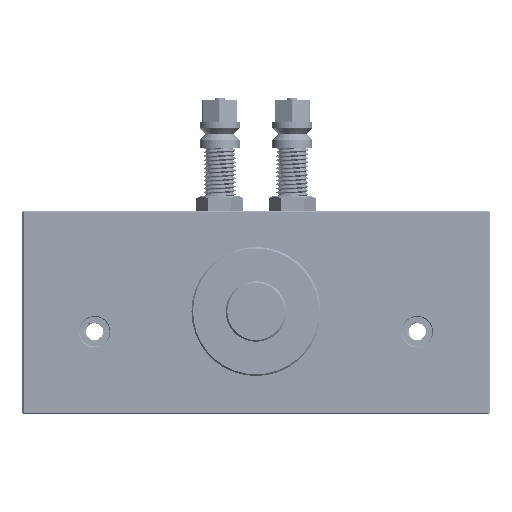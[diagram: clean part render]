
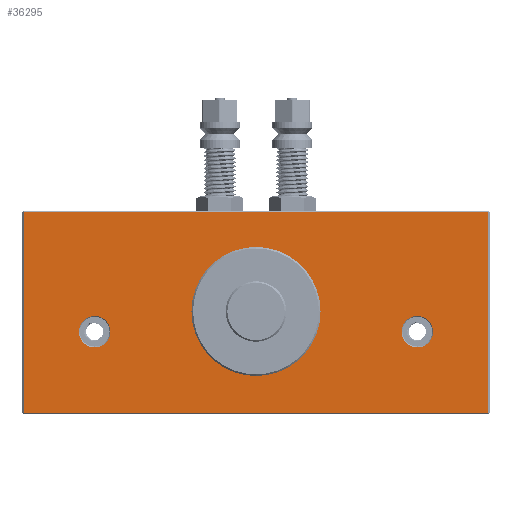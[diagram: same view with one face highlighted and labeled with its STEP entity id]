
A CAD part, front view. The second image highlights one B-rep face of the part: STEP entity #36295.
In plain terms, the highlighted planar face has unit normal (0, -1, 0).
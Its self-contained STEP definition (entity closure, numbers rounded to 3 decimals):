
#146=FACE_BOUND('',#7793,.T.);
#147=FACE_BOUND('',#7794,.T.);
#148=FACE_BOUND('',#7795,.T.);
#235=PLANE('',#38537);
#527=CIRCLE('',#38538,3.9);
#528=CIRCLE('',#38539,5.5);
#529=CIRCLE('',#38540,3.9);
#1356=LINE('',#65243,#2607);
#1366=LINE('',#65263,#2617);
#1374=LINE('',#65277,#2625);
#1376=LINE('',#65280,#2627);
#2607=VECTOR('',#41793,10.);
#2617=VECTOR('',#41811,10.);
#2625=VECTOR('',#41825,10.);
#2627=VECTOR('',#41829,10.);
#5706=FACE_OUTER_BOUND('',#7792,.T.);
#7792=EDGE_LOOP('',(#25966,#25967,#25968,#25969));
#7793=EDGE_LOOP('',(#25970));
#7794=EDGE_LOOP('',(#25971));
#7795=EDGE_LOOP('',(#25972));
#14979=VERTEX_POINT('',#65216);
#14986=VERTEX_POINT('',#65234);
#14991=VERTEX_POINT('',#65256);
#14996=VERTEX_POINT('',#65272);
#15007=VERTEX_POINT('',#65316);
#15008=VERTEX_POINT('',#65318);
#15009=VERTEX_POINT('',#65320);
#19413=EDGE_CURVE('',#14979,#14986,#1356,.T.);
#19423=EDGE_CURVE('',#14991,#14979,#1366,.T.);
#19431=EDGE_CURVE('',#14986,#14996,#1374,.T.);
#19433=EDGE_CURVE('',#14996,#14991,#1376,.T.);
#19452=EDGE_CURVE('',#15007,#15007,#527,.T.);
#19453=EDGE_CURVE('',#15008,#15008,#528,.T.);
#19454=EDGE_CURVE('',#15009,#15009,#529,.T.);
#25966=ORIENTED_EDGE('',*,*,#19413,.F.);
#25967=ORIENTED_EDGE('',*,*,#19423,.F.);
#25968=ORIENTED_EDGE('',*,*,#19433,.F.);
#25969=ORIENTED_EDGE('',*,*,#19431,.F.);
#25970=ORIENTED_EDGE('',*,*,#19452,.F.);
#25971=ORIENTED_EDGE('',*,*,#19453,.T.);
#25972=ORIENTED_EDGE('',*,*,#19454,.F.);
#36295=ADVANCED_FACE('',(#5706,#146,#147,#148),#235,.T.);
#38537=AXIS2_PLACEMENT_3D('',#65315,#41870,#41871);
#38538=AXIS2_PLACEMENT_3D('',#65317,#41872,#41873);
#38539=AXIS2_PLACEMENT_3D('',#65319,#41874,#41875);
#38540=AXIS2_PLACEMENT_3D('',#65321,#41876,#41877);
#41793=DIRECTION('',(-1.,0.,0.));
#41811=DIRECTION('',(0.,0.,-1.));
#41825=DIRECTION('',(0.,0.,1.));
#41829=DIRECTION('',(1.,0.,0.));
#41870=DIRECTION('center_axis',(0.,-1.,0.));
#41871=DIRECTION('ref_axis',(1.,0.,0.));
#41872=DIRECTION('center_axis',(0.,-1.,0.));
#41873=DIRECTION('ref_axis',(0.,0.,1.));
#41874=DIRECTION('center_axis',(0.,1.,0.));
#41875=DIRECTION('ref_axis',(-1.,0.,0.));
#41876=DIRECTION('center_axis',(0.,-1.,0.));
#41877=DIRECTION('ref_axis',(0.,0.,1.));
#65216=CARTESIAN_POINT('',(115.6,0.,0.4));
#65234=CARTESIAN_POINT('',(0.4,0.,0.4));
#65243=CARTESIAN_POINT('',(29.,0.,0.4));
#65256=CARTESIAN_POINT('',(115.6,0.,50.1));
#65263=CARTESIAN_POINT('',(115.6,0.,0.));
#65272=CARTESIAN_POINT('',(0.4,0.,50.1));
#65277=CARTESIAN_POINT('',(0.4,0.,0.));
#65280=CARTESIAN_POINT('',(29.,0.,50.1));
#65315=CARTESIAN_POINT('Origin',(0.,0.,0.));
#65316=CARTESIAN_POINT('',(18.,0.,16.6));
#65317=CARTESIAN_POINT('Origin',(18.,0.,20.5));
#65318=CARTESIAN_POINT('',(63.5,0.,25.5));
#65319=CARTESIAN_POINT('Origin',(58.,0.,25.5));
#65320=CARTESIAN_POINT('',(98.,0.,16.6));
#65321=CARTESIAN_POINT('Origin',(98.,0.,20.5));
